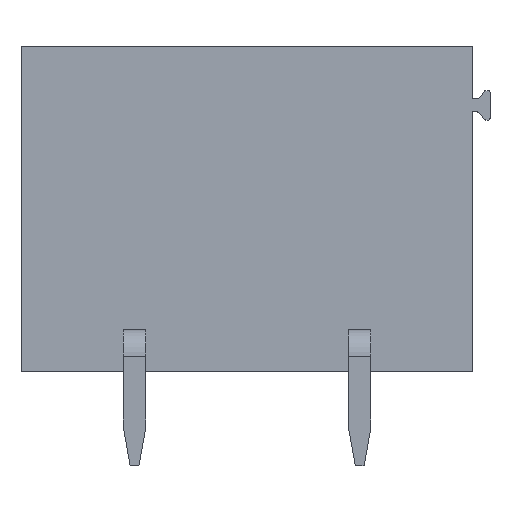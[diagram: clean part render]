
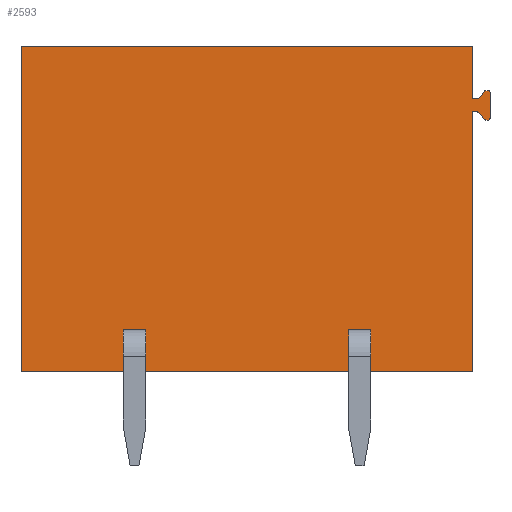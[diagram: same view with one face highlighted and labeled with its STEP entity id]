
A CAD part, front view. The second image highlights one B-rep face of the part: STEP entity #2593.
In plain terms, the highlighted planar face has unit normal (0, -1, 0).
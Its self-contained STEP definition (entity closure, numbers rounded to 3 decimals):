
#189=AXIS2_PLACEMENT_3D('Circle Axis2P3D',#187,#188,$) ;
#237=AXIS2_PLACEMENT_3D('Circle Axis2P3D',#235,#236,$) ;
#285=AXIS2_PLACEMENT_3D('Circle Axis2P3D',#283,#284,$) ;
#333=AXIS2_PLACEMENT_3D('Circle Axis2P3D',#331,#332,$) ;
#381=AXIS2_PLACEMENT_3D('Circle Axis2P3D',#379,#380,$) ;
#429=AXIS2_PLACEMENT_3D('Circle Axis2P3D',#427,#428,$) ;
#2571=AXIS2_PLACEMENT_3D('Plane Axis2P3D',#2568,#2569,#2570) ;
#40=CARTESIAN_POINT('Vertex',(15.24,1.5,12.425)) ;
#45=CARTESIAN_POINT('Line Origine',(15.328,1.5,12.425)) ;
#49=CARTESIAN_POINT('Vertex',(15.417,1.5,12.425)) ;
#187=CARTESIAN_POINT('Axis2P3D Location',(15.416,1.5,12.476)) ;
#191=CARTESIAN_POINT('Vertex',(15.455,1.5,12.443)) ;
#211=CARTESIAN_POINT('Line Origine',(15.555,1.5,12.563)) ;
#215=CARTESIAN_POINT('Vertex',(15.656,1.5,12.682)) ;
#235=CARTESIAN_POINT('Axis2P3D Location',(15.694,1.5,12.649)) ;
#239=CARTESIAN_POINT('Vertex',(15.694,1.5,12.7)) ;
#259=CARTESIAN_POINT('Line Origine',(15.741,1.5,12.7)) ;
#263=CARTESIAN_POINT('Vertex',(15.788,1.5,12.7)) ;
#283=CARTESIAN_POINT('Axis2P3D Location',(15.788,1.5,12.648)) ;
#287=CARTESIAN_POINT('Vertex',(15.84,1.5,12.648)) ;
#307=CARTESIAN_POINT('Line Origine',(15.84,1.5,12.2)) ;
#311=CARTESIAN_POINT('Vertex',(15.84,1.5,11.752)) ;
#331=CARTESIAN_POINT('Axis2P3D Location',(15.788,1.5,11.752)) ;
#335=CARTESIAN_POINT('Vertex',(15.788,1.5,11.7)) ;
#355=CARTESIAN_POINT('Line Origine',(15.741,1.5,11.7)) ;
#359=CARTESIAN_POINT('Vertex',(15.694,1.5,11.7)) ;
#379=CARTESIAN_POINT('Axis2P3D Location',(15.694,1.5,11.751)) ;
#383=CARTESIAN_POINT('Vertex',(15.656,1.5,11.718)) ;
#403=CARTESIAN_POINT('Line Origine',(15.555,1.5,11.838)) ;
#407=CARTESIAN_POINT('Vertex',(15.455,1.5,11.957)) ;
#427=CARTESIAN_POINT('Axis2P3D Location',(15.416,1.5,11.924)) ;
#431=CARTESIAN_POINT('Vertex',(15.417,1.5,11.975)) ;
#451=CARTESIAN_POINT('Line Origine',(15.328,1.5,11.975)) ;
#455=CARTESIAN_POINT('Vertex',(15.24,1.5,11.975)) ;
#767=CARTESIAN_POINT('Vertex',(0.,1.5,3.2)) ;
#770=CARTESIAN_POINT('Line Origine',(0.,1.5,8.7)) ;
#774=CARTESIAN_POINT('Vertex',(0.,1.5,14.2)) ;
#992=CARTESIAN_POINT('Line Origine',(15.24,1.5,7.588)) ;
#996=CARTESIAN_POINT('Vertex',(15.24,1.5,3.2)) ;
#1176=CARTESIAN_POINT('Vertex',(15.24,1.5,14.2)) ;
#1179=CARTESIAN_POINT('Line Origine',(15.24,1.5,13.313)) ;
#1381=CARTESIAN_POINT('Line Origine',(7.62,1.5,3.2)) ;
#1433=CARTESIAN_POINT('Line Origine',(7.62,1.5,14.2)) ;
#2568=CARTESIAN_POINT('Axis2P3D Location',(0.,1.5,14.2)) ;
#46=DIRECTION('Vector Direction',(-1.,0.,0.)) ;
#188=DIRECTION('Axis2P3D Direction',(-0.,1.,0.)) ;
#212=DIRECTION('Vector Direction',(-0.643,0.,-0.766)) ;
#236=DIRECTION('Axis2P3D Direction',(-0.,1.,0.)) ;
#260=DIRECTION('Vector Direction',(-1.,0.,0.)) ;
#284=DIRECTION('Axis2P3D Direction',(-0.,1.,0.)) ;
#308=DIRECTION('Vector Direction',(0.,0.,1.)) ;
#332=DIRECTION('Axis2P3D Direction',(-0.,1.,0.)) ;
#356=DIRECTION('Vector Direction',(1.,0.,0.)) ;
#380=DIRECTION('Axis2P3D Direction',(-0.,1.,0.)) ;
#404=DIRECTION('Vector Direction',(0.643,0.,-0.766)) ;
#428=DIRECTION('Axis2P3D Direction',(-0.,1.,0.)) ;
#452=DIRECTION('Vector Direction',(1.,0.,0.)) ;
#771=DIRECTION('Vector Direction',(0.,0.,-1.)) ;
#993=DIRECTION('Vector Direction',(0.,0.,-1.)) ;
#1180=DIRECTION('Vector Direction',(0.,0.,-1.)) ;
#1382=DIRECTION('Vector Direction',(1.,0.,0.)) ;
#1434=DIRECTION('Vector Direction',(1.,0.,0.)) ;
#2569=DIRECTION('Axis2P3D Direction',(0.,-1.,0.)) ;
#2570=DIRECTION('Axis2P3D XDirection',(-0.,0.,-1.)) ;
#47=VECTOR('Line Direction',#46,1.) ;
#213=VECTOR('Line Direction',#212,1.) ;
#261=VECTOR('Line Direction',#260,1.) ;
#309=VECTOR('Line Direction',#308,1.) ;
#357=VECTOR('Line Direction',#356,1.) ;
#405=VECTOR('Line Direction',#404,1.) ;
#453=VECTOR('Line Direction',#452,1.) ;
#772=VECTOR('Line Direction',#771,1.) ;
#994=VECTOR('Line Direction',#993,1.) ;
#1181=VECTOR('Line Direction',#1180,1.) ;
#1383=VECTOR('Line Direction',#1382,1.) ;
#1435=VECTOR('Line Direction',#1434,1.) ;
#2574=ORIENTED_EDGE('',*,*,#1183,.T.) ;
#2575=ORIENTED_EDGE('',*,*,#1437,.F.) ;
#2576=ORIENTED_EDGE('',*,*,#776,.F.) ;
#2577=ORIENTED_EDGE('',*,*,#1385,.T.) ;
#2578=ORIENTED_EDGE('',*,*,#998,.T.) ;
#2579=ORIENTED_EDGE('',*,*,#457,.F.) ;
#2580=ORIENTED_EDGE('',*,*,#433,.F.) ;
#2581=ORIENTED_EDGE('',*,*,#409,.F.) ;
#2582=ORIENTED_EDGE('',*,*,#385,.F.) ;
#2583=ORIENTED_EDGE('',*,*,#361,.F.) ;
#2584=ORIENTED_EDGE('',*,*,#337,.F.) ;
#2585=ORIENTED_EDGE('',*,*,#313,.F.) ;
#2586=ORIENTED_EDGE('',*,*,#289,.F.) ;
#2587=ORIENTED_EDGE('',*,*,#265,.F.) ;
#2588=ORIENTED_EDGE('',*,*,#241,.F.) ;
#2589=ORIENTED_EDGE('',*,*,#217,.F.) ;
#2590=ORIENTED_EDGE('',*,*,#193,.F.) ;
#2591=ORIENTED_EDGE('',*,*,#51,.F.) ;
#2593=ADVANCED_FACE('HOUSING',(#2592),#2572,.T.) ;
#190=CIRCLE('generated circle',#189,0.051) ;
#238=CIRCLE('generated circle',#237,0.051) ;
#286=CIRCLE('generated circle',#285,0.052) ;
#334=CIRCLE('generated circle',#333,0.052) ;
#382=CIRCLE('generated circle',#381,0.051) ;
#430=CIRCLE('generated circle',#429,0.051) ;
#51=EDGE_CURVE('',#41,#50,#48,.F.) ;
#193=EDGE_CURVE('',#50,#192,#190,.F.) ;
#217=EDGE_CURVE('',#192,#216,#214,.F.) ;
#241=EDGE_CURVE('',#216,#240,#238,.T.) ;
#265=EDGE_CURVE('',#240,#264,#262,.F.) ;
#289=EDGE_CURVE('',#264,#288,#286,.T.) ;
#313=EDGE_CURVE('',#288,#312,#310,.F.) ;
#337=EDGE_CURVE('',#312,#336,#334,.T.) ;
#361=EDGE_CURVE('',#336,#360,#358,.F.) ;
#385=EDGE_CURVE('',#360,#384,#382,.T.) ;
#409=EDGE_CURVE('',#384,#408,#406,.F.) ;
#433=EDGE_CURVE('',#408,#432,#430,.F.) ;
#457=EDGE_CURVE('',#432,#456,#454,.F.) ;
#776=EDGE_CURVE('',#768,#775,#773,.F.) ;
#998=EDGE_CURVE('',#997,#456,#995,.F.) ;
#1183=EDGE_CURVE('',#41,#1177,#1182,.F.) ;
#1385=EDGE_CURVE('',#768,#997,#1384,.T.) ;
#1437=EDGE_CURVE('',#775,#1177,#1436,.T.) ;
#2573=EDGE_LOOP('',(#2574,#2575,#2576,#2577,#2578,#2579,#2580,#2581,#2582,#2583,#2584,#2585,#2586,#2587,#2588,#2589,#2590,#2591)) ;
#2592=FACE_OUTER_BOUND('',#2573,.T.) ;
#48=LINE('Line',#45,#47) ;
#214=LINE('Line',#211,#213) ;
#262=LINE('Line',#259,#261) ;
#310=LINE('Line',#307,#309) ;
#358=LINE('Line',#355,#357) ;
#406=LINE('Line',#403,#405) ;
#454=LINE('Line',#451,#453) ;
#773=LINE('Line',#770,#772) ;
#995=LINE('Line',#992,#994) ;
#1182=LINE('Line',#1179,#1181) ;
#1384=LINE('Line',#1381,#1383) ;
#1436=LINE('Line',#1433,#1435) ;
#2572=PLANE('',#2571) ;
#41=VERTEX_POINT('',#40) ;
#50=VERTEX_POINT('',#49) ;
#192=VERTEX_POINT('',#191) ;
#216=VERTEX_POINT('',#215) ;
#240=VERTEX_POINT('',#239) ;
#264=VERTEX_POINT('',#263) ;
#288=VERTEX_POINT('',#287) ;
#312=VERTEX_POINT('',#311) ;
#336=VERTEX_POINT('',#335) ;
#360=VERTEX_POINT('',#359) ;
#384=VERTEX_POINT('',#383) ;
#408=VERTEX_POINT('',#407) ;
#432=VERTEX_POINT('',#431) ;
#456=VERTEX_POINT('',#455) ;
#768=VERTEX_POINT('',#767) ;
#775=VERTEX_POINT('',#774) ;
#997=VERTEX_POINT('',#996) ;
#1177=VERTEX_POINT('',#1176) ;
